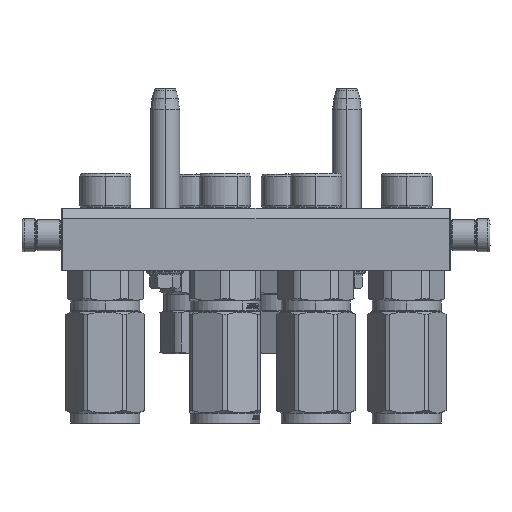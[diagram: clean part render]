
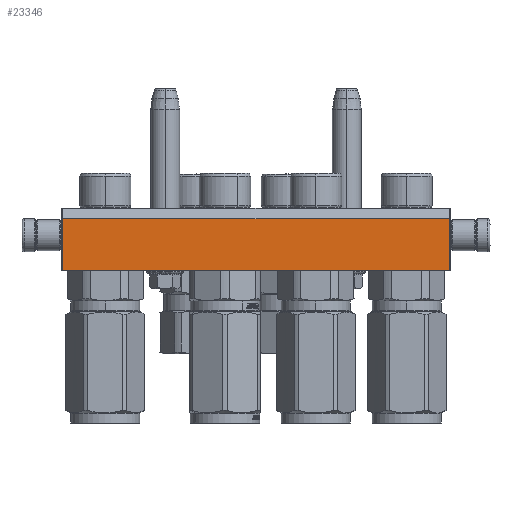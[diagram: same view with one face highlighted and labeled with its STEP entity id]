
A CAD part, left-side view. The second image highlights one B-rep face of the part: STEP entity #23346.
In plain terms, the highlighted face is planar.
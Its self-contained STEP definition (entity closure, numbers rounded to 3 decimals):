
#3621 = CARTESIAN_POINT ( 'NONE',  ( 93.5, -10., -45. ) ) ;
#3781 = CARTESIAN_POINT ( 'NONE',  ( 94., -15., -45. ) ) ;
#9723 = DIRECTION ( 'NONE',  ( 0., 1., 0. ) ) ;
#10699 = LINE ( 'NONE', #3621, #21242 ) ;
#12514 = EDGE_CURVE ( 'NONE', #22606, #60508, #53790, .T. ) ;
#13868 = DIRECTION ( 'NONE',  ( 0., 1., 0. ) ) ;
#14127 = LINE ( 'NONE', #16629, #21445 ) ;
#14863 = DIRECTION ( 'NONE',  ( 0., 0., -1. ) ) ;
#16629 = CARTESIAN_POINT ( 'NONE',  ( 93.5, 15., -45. ) ) ;
#18384 = FACE_OUTER_BOUND ( 'NONE', #39149, .T. ) ;
#19089 = CARTESIAN_POINT ( 'NONE',  ( -93.5, -10., -45. ) ) ;
#21242 = VECTOR ( 'NONE', #13868, 1000. ) ;
#21445 = VECTOR ( 'NONE', #21865, 1000. ) ;
#21666 = EDGE_CURVE ( 'NONE', #22606, #39201, #34353, .T. ) ;
#21865 = DIRECTION ( 'NONE',  ( -1., 0., 0. ) ) ;
#22562 = EDGE_CURVE ( 'NONE', #60508, #46996, #10699, .T. ) ;
#22606 = VERTEX_POINT ( 'NONE', #19089 ) ;
#22745 = CARTESIAN_POINT ( 'NONE',  ( -93.5, 15., -45. ) ) ;
#23346 = ADVANCED_FACE ( 'NONE', ( #18384 ), #34898, .T. ) ;
#26383 = CARTESIAN_POINT ( 'NONE',  ( 93.5, 15., -45. ) ) ;
#27142 = ORIENTED_EDGE ( 'NONE', *, *, #29212, .F. ) ;
#29212 = EDGE_CURVE ( 'NONE', #46996, #39201, #14127, .T. ) ;
#34353 = LINE ( 'NONE', #60149, #44193 ) ;
#34898 = PLANE ( 'NONE',  #45104 ) ;
#39149 = EDGE_LOOP ( 'NONE', ( #27142, #40352, #59333, #43980 ) ) ;
#39201 = VERTEX_POINT ( 'NONE', #22745 ) ;
#40352 = ORIENTED_EDGE ( 'NONE', *, *, #22562, .F. ) ;
#41661 = VECTOR ( 'NONE', #60684, 1000. ) ;
#43980 = ORIENTED_EDGE ( 'NONE', *, *, #21666, .T. ) ;
#44193 = VECTOR ( 'NONE', #9723, 1000. ) ;
#45104 = AXIS2_PLACEMENT_3D ( 'NONE', #3781, #14863, #66607 ) ;
#45105 = CARTESIAN_POINT ( 'NONE',  ( -93.5, -10., -45. ) ) ;
#46979 = CARTESIAN_POINT ( 'NONE',  ( 93.5, -10., -45. ) ) ;
#46996 = VERTEX_POINT ( 'NONE', #26383 ) ;
#53790 = LINE ( 'NONE', #45105, #41661 ) ;
#59333 = ORIENTED_EDGE ( 'NONE', *, *, #12514, .F. ) ;
#60149 = CARTESIAN_POINT ( 'NONE',  ( -93.5, -10., -45. ) ) ;
#60508 = VERTEX_POINT ( 'NONE', #46979 ) ;
#60684 = DIRECTION ( 'NONE',  ( 1., 0., 0. ) ) ;
#66607 = DIRECTION ( 'NONE',  ( -1., 0., 0. ) ) ;
